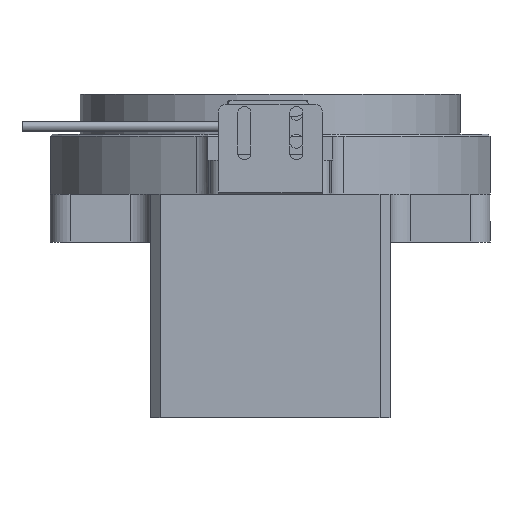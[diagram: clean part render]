
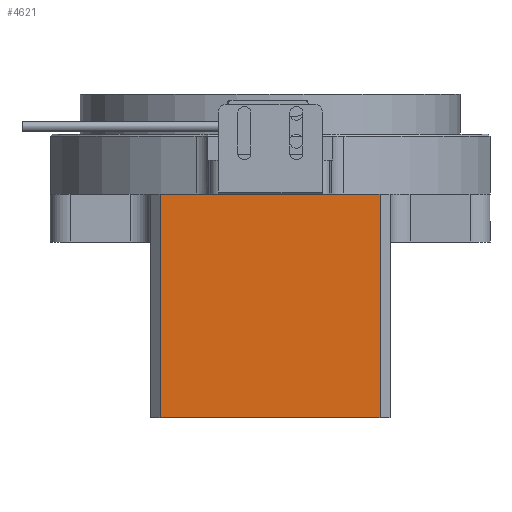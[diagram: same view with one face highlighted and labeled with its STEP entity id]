
A CAD part, front view. The second image highlights one B-rep face of the part: STEP entity #4621.
In plain terms, the highlighted planar face has unit normal (0, -1, 0).
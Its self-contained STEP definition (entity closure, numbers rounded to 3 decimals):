
#316 = DIRECTION ( 'NONE',  ( 0., 1., 0. ) ) ;
#1022 = DIRECTION ( 'NONE',  ( 1., 0., 0. ) ) ;
#1119 = VECTOR ( 'NONE', #2335, 1000. ) ;
#1147 = EDGE_CURVE ( 'NONE', #5746, #1169, #3729, .T. ) ;
#1169 = VERTEX_POINT ( 'NONE', #1756 ) ;
#1282 = EDGE_CURVE ( 'NONE', #1169, #2393, #3816, .T. ) ;
#1756 = CARTESIAN_POINT ( 'NONE',  ( 27.5, -84., -44. ) ) ;
#1793 = CARTESIAN_POINT ( 'NONE',  ( -27.5, -84., 37. ) ) ;
#2279 = CARTESIAN_POINT ( 'NONE',  ( 27.5, -84., -44. ) ) ;
#2335 = DIRECTION ( 'NONE',  ( -1., 0., 0. ) ) ;
#2393 = VERTEX_POINT ( 'NONE', #7443 ) ;
#2589 = DIRECTION ( 'NONE',  ( 0., 0., -1. ) ) ;
#3729 = LINE ( 'NONE', #6588, #8036 ) ;
#3816 = LINE ( 'NONE', #2279, #1119 ) ;
#4188 = CARTESIAN_POINT ( 'NONE',  ( -27.5, -84., 12. ) ) ;
#4360 = VERTEX_POINT ( 'NONE', #4188 ) ;
#4481 = ORIENTED_EDGE ( 'NONE', *, *, #1147, .F. ) ;
#4554 = DIRECTION ( 'NONE',  ( -1., 0., 0. ) ) ;
#4621 = ADVANCED_FACE ( 'NONE', ( #5288 ), #8873, .F. ) ;
#4733 = CARTESIAN_POINT ( 'NONE',  ( 27.5, -84., 12. ) ) ;
#5196 = VECTOR ( 'NONE', #1022, 1000. ) ;
#5288 = FACE_OUTER_BOUND ( 'NONE', #7330, .T. ) ;
#5299 = ORIENTED_EDGE ( 'NONE', *, *, #8393, .F. ) ;
#5746 = VERTEX_POINT ( 'NONE', #4733 ) ;
#5936 = DIRECTION ( 'NONE',  ( 0., 0., -1. ) ) ;
#6046 = CARTESIAN_POINT ( 'NONE',  ( -27.5, -84., 37. ) ) ;
#6517 = EDGE_CURVE ( 'NONE', #4360, #2393, #7340, .T. ) ;
#6549 = ORIENTED_EDGE ( 'NONE', *, *, #1282, .F. ) ;
#6588 = CARTESIAN_POINT ( 'NONE',  ( 27.5, -84., 37. ) ) ;
#6723 = VECTOR ( 'NONE', #2589, 1000. ) ;
#6888 = AXIS2_PLACEMENT_3D ( 'NONE', #1793, #316, #4554 ) ;
#7044 = ORIENTED_EDGE ( 'NONE', *, *, #6517, .T. ) ;
#7330 = EDGE_LOOP ( 'NONE', ( #5299, #7044, #6549, #4481 ) ) ;
#7340 = LINE ( 'NONE', #6046, #6723 ) ;
#7377 = CARTESIAN_POINT ( 'NONE',  ( -27.5, -84., 12. ) ) ;
#7443 = CARTESIAN_POINT ( 'NONE',  ( -27.5, -84., -44. ) ) ;
#8036 = VECTOR ( 'NONE', #5936, 1000. ) ;
#8393 = EDGE_CURVE ( 'NONE', #4360, #5746, #8568, .T. ) ;
#8568 = LINE ( 'NONE', #7377, #5196 ) ;
#8873 = PLANE ( 'NONE',  #6888 ) ;
